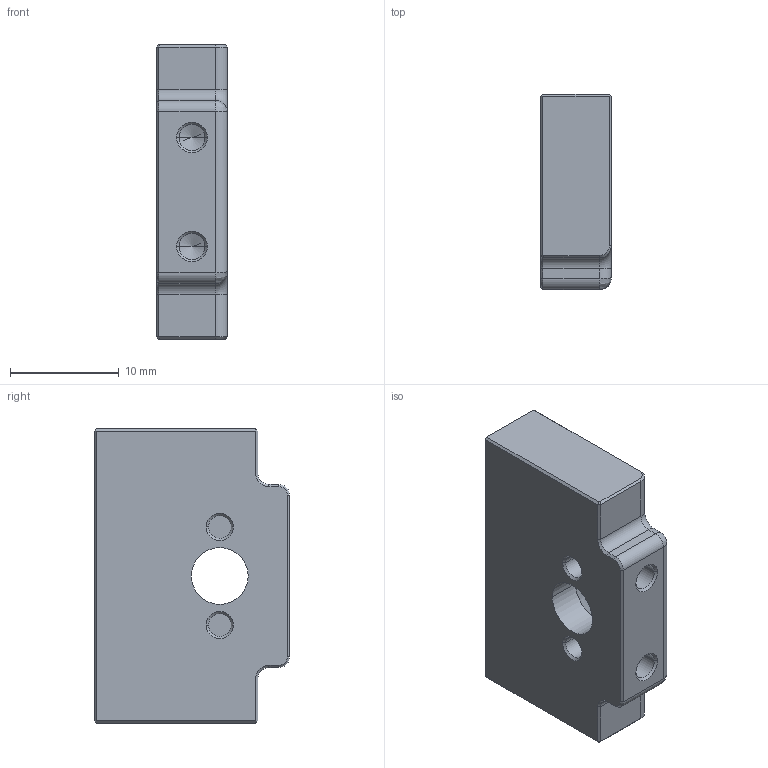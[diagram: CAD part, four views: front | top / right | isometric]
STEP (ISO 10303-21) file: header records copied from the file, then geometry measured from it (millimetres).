
FILE_DESCRIPTION((''),'2;1');
FILE_NAME('01_G1_WS_JOINT_A','2025-11-04T15:49:28',('LENOVO'),(''),'CREO PARAMETRIC BY PTC INC, 2025102','CREO PARAMETRIC BY PTC INC, 2025102','');
FILE_SCHEMA(('AP242_MANAGED_MODEL_BASED_3D_ENGINEERING_MIM_LF { 1 0 10303 442 1 1 4 }'));
Length unit declared in the file: millimetre
Products named in the file (1): 01_G1_WS_JOINT_A
Bounding box: 6.5 x 17.9 x 27 mm (x, y, z)
Volume: 2615.4 mm3; surface area: 1595.8 mm2
Topology: 1 solids, 1 shells, 76 faces, 177 edges, 100 vertices
Faces by surface type: plane 29, cone 22, cylinder 21, bspline 2, torus 2
Entity records: 2969 total; most frequent: CARTESIAN_POINT 495, DIRECTION 369, ORIENTED_EDGE 338, EDGE_CURVE 169, AXIS2_PLACEMENT_3D 130, VECTOR 109, LINE 109, FILL_AREA_STYLE_COLOUR 99
